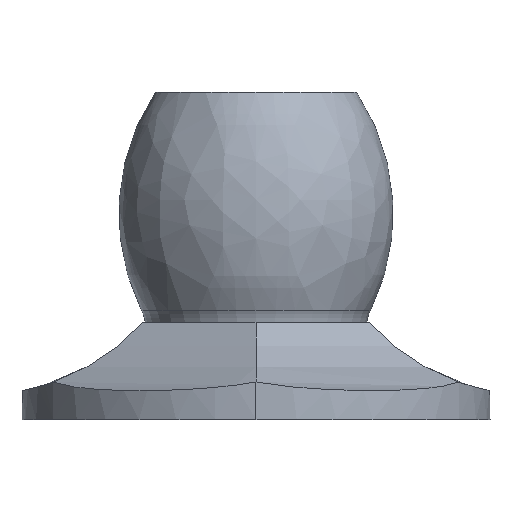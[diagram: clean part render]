
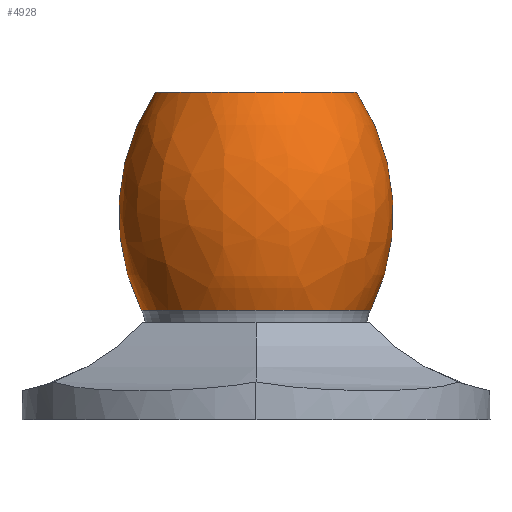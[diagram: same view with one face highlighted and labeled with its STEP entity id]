
A CAD part, left-side view. The second image highlights one B-rep face of the part: STEP entity #4928.
In plain terms, the highlighted free-form (B-spline) face has degree [3, 3] with [7, 4] control points.
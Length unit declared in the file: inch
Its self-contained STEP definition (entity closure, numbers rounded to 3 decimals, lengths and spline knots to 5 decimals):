
#3635=CARTESIAN_POINT('',(0.,-0.446,0.701));
#3636=DIRECTION('',(1.,0.,0.));
#3637=DIRECTION('',(0.,0.897,-0.443));
#3638=AXIS2_PLACEMENT_3D('',#3635,#3636,#3637);
#3640=CARTESIAN_POINT('',(0.,0.446,0.701));
#3641=DIRECTION('',(-1.,0.,0.));
#3642=DIRECTION('',(0.,-0.897,-0.443));
#3643=AXIS2_PLACEMENT_3D('',#3640,#3641,#3642);
#3645=CARTESIAN_POINT('',(0.,0.,0.17148));
#3646=DIRECTION('',(0.,0.,1.));
#3647=DIRECTION('',(0.,1.,0.));
#3648=AXIS2_PLACEMENT_3D('',#3645,#3646,#3647);
#3655=CARTESIAN_POINT('',(0.,0.,1.363));
#3656=DIRECTION('',(0.,0.,1.));
#3657=DIRECTION('',(0.,1.,0.));
#3658=AXIS2_PLACEMENT_3D('',#3655,#3656,#3657);
#4726=CARTESIAN_POINT('',(0.,0.62639,0.17148));
#4727=CARTESIAN_POINT('',(0.,0.55008,1.363));
#4728=VERTEX_POINT('',#4726);
#4729=VERTEX_POINT('',#4727);
#4730=CARTESIAN_POINT('',(0.,-0.62639,0.17148));
#4731=CARTESIAN_POINT('',(0.,-0.55008,1.363));
#4732=VERTEX_POINT('',#4730);
#4733=VERTEX_POINT('',#4731);
#4890=CARTESIAN_POINT('',(0.03366,-0.53497,
1.38368));
#4891=CARTESIAN_POINT('',(0.05001,-0.79483,
1.00912));
#4892=CARTESIAN_POINT('',(0.05184,-0.82393,
0.55389));
#4893=CARTESIAN_POINT('',(0.03862,-0.61388,
0.14918));
#4894=CARTESIAN_POINT('',(-0.29556,-0.55568,
1.38368));
#4895=CARTESIAN_POINT('',(-0.43913,-0.8256,
1.00912));
#4896=CARTESIAN_POINT('',(-0.45521,-0.85583,
0.55389));
#4897=CARTESIAN_POINT('',(-0.33916,-0.63765,
0.14918));
#4898=CARTESIAN_POINT('',(-0.53602,-0.32987,
1.38368));
#4899=CARTESIAN_POINT('',(-0.7964,-0.4901,
1.00912));
#4900=CARTESIAN_POINT('',(-0.82556,-0.50805,
0.55389));
#4901=CARTESIAN_POINT('',(-0.61509,-0.37853,
0.14918));
#4902=CARTESIAN_POINT('',(-0.53602,0.,1.38368));
#4903=CARTESIAN_POINT('',(-0.7964,0.,1.00912));
#4904=CARTESIAN_POINT('',(-0.82556,0.,0.55389));
#4905=CARTESIAN_POINT('',(-0.61509,0.,0.14918));
#4906=CARTESIAN_POINT('',(-0.53602,0.32987,
1.38368));
#4907=CARTESIAN_POINT('',(-0.7964,0.4901,
1.00912));
#4908=CARTESIAN_POINT('',(-0.82556,0.50805,
0.55389));
#4909=CARTESIAN_POINT('',(-0.61509,0.37853,
0.14918));
#4910=CARTESIAN_POINT('',(-0.29556,0.55568,
1.38368));
#4911=CARTESIAN_POINT('',(-0.43913,0.8256,
1.00912));
#4912=CARTESIAN_POINT('',(-0.45521,0.85583,
0.55389));
#4913=CARTESIAN_POINT('',(-0.33916,0.63765,
0.14918));
#4914=CARTESIAN_POINT('',(0.03366,0.53497,
1.38368));
#4915=CARTESIAN_POINT('',(0.05001,0.79483,
1.00912));
#4916=CARTESIAN_POINT('',(0.05184,0.82393,
0.55389));
#4917=CARTESIAN_POINT('',(0.03862,0.61388,
0.14918));
#4918=(BOUNDED_SURFACE()B_SPLINE_SURFACE(3,3,((#4890,#4891,#4892,#4893),(#4894,
#4895,#4896,#4897),(#4898,#4899,#4900,#4901),(#4902,#4903,#4904,#4905),(#4906,
#4907,#4908,#4909),(#4910,#4911,#4912,#4913),(#4914,#4915,#4916,#4917)),
.UNSPECIFIED.,.F.,.F.,.F.)B_SPLINE_SURFACE_WITH_KNOTS((4,3,4),(4,4),(0.,1.,
2.),(0.,1.),.UNSPECIFIED.)GEOMETRIC_REPRESENTATION_ITEM()RATIONAL_B_SPLINE_SURFACE(((1.279,1.157,1.157,1.279),(
1.01,0.913,0.913,1.01),(
1.01,0.913,0.913,1.01),(
1.279,1.157,1.157,1.279),(
1.01,0.913,0.913,1.01),(
1.01,0.913,0.913,1.01),(
1.279,1.157,1.157,1.279)))REPRESENTATION_ITEM('')SURFACE());
#4920=ORIENTED_EDGE('',*,*,#4919,.T.);
#4922=ORIENTED_EDGE('',*,*,#4921,.T.);
#4924=ORIENTED_EDGE('',*,*,#4923,.F.);
#4925=ORIENTED_EDGE('',*,*,#4884,.F.);
#4926=EDGE_LOOP('',(#4920,#4922,#4924,#4925));
#4927=FACE_OUTER_BOUND('',#4926,.F.);
#4928=ADVANCED_FACE('',(#4927),#4918,.T.);
#3639=CIRCLE('',#3638,1.196);
#3644=CIRCLE('',#3643,1.196);
#3649=CIRCLE('',#3648,0.62639);
#3659=CIRCLE('',#3658,0.55008);
#4884=EDGE_CURVE('',#4728,#4732,#3649,.T.);
#4919=EDGE_CURVE('',#4728,#4729,#3639,.T.);
#4921=EDGE_CURVE('',#4729,#4733,#3659,.T.);
#4923=EDGE_CURVE('',#4732,#4733,#3644,.T.);
